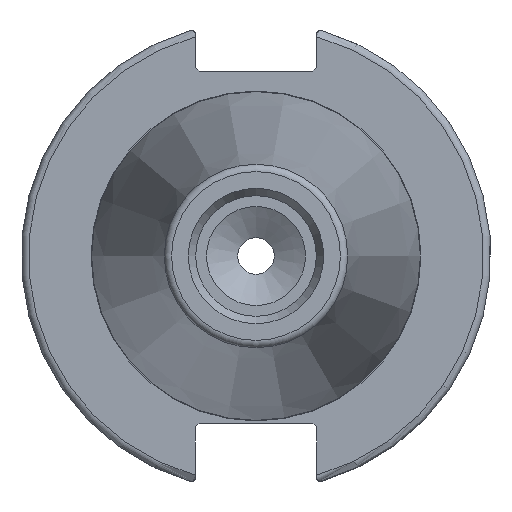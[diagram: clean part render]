
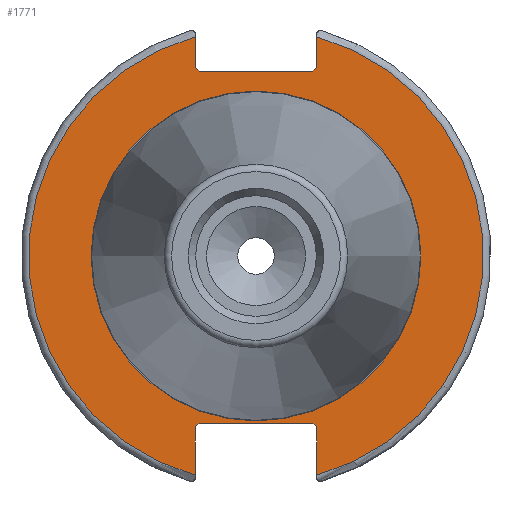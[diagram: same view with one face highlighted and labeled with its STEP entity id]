
A CAD part, left-side view. The second image highlights one B-rep face of the part: STEP entity #1771.
In plain terms, the highlighted planar face has unit normal (-1, 0, 0).
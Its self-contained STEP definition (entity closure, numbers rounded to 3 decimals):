
#360=FACE_BOUND('',#551,.T.);
#378=PLANE('',#2013);
#449=FACE_OUTER_BOUND('',#550,.T.);
#550=EDGE_LOOP('',(#1347,#1348,#1349,#1350,#1351,#1352,#1353,#1354,#1355,
#1356,#1357,#1358));
#551=EDGE_LOOP('',(#1359));
#650=LINE('',#2862,#743);
#651=LINE('',#2864,#744);
#652=LINE('',#2866,#745);
#653=LINE('',#2868,#746);
#654=LINE('',#2870,#747);
#655=LINE('',#2874,#748);
#656=LINE('',#2876,#749);
#657=LINE('',#2878,#750);
#658=LINE('',#2880,#751);
#659=LINE('',#2881,#752);
#743=VECTOR('',#2308,10.);
#744=VECTOR('',#2309,10.);
#745=VECTOR('',#2310,10.);
#746=VECTOR('',#2311,10.);
#747=VECTOR('',#2312,10.);
#748=VECTOR('',#2315,10.);
#749=VECTOR('',#2316,10.);
#750=VECTOR('',#2317,10.);
#751=VECTOR('',#2318,10.);
#752=VECTOR('',#2319,10.);
#846=CIRCLE('',#2011,22.3);
#848=CIRCLE('',#2014,30.75);
#849=CIRCLE('',#2015,30.75);
#945=VERTEX_POINT('',#2853);
#946=VERTEX_POINT('',#2858);
#947=VERTEX_POINT('',#2859);
#948=VERTEX_POINT('',#2861);
#949=VERTEX_POINT('',#2863);
#950=VERTEX_POINT('',#2865);
#951=VERTEX_POINT('',#2867);
#952=VERTEX_POINT('',#2869);
#953=VERTEX_POINT('',#2871);
#954=VERTEX_POINT('',#2873);
#955=VERTEX_POINT('',#2875);
#956=VERTEX_POINT('',#2877);
#957=VERTEX_POINT('',#2879);
#1098=EDGE_CURVE('',#945,#945,#846,.T.);
#1100=EDGE_CURVE('',#946,#947,#848,.T.);
#1101=EDGE_CURVE('',#946,#948,#650,.T.);
#1102=EDGE_CURVE('',#949,#948,#651,.T.);
#1103=EDGE_CURVE('',#949,#950,#652,.T.);
#1104=EDGE_CURVE('',#951,#950,#653,.T.);
#1105=EDGE_CURVE('',#951,#952,#654,.T.);
#1106=EDGE_CURVE('',#953,#952,#849,.T.);
#1107=EDGE_CURVE('',#953,#954,#655,.T.);
#1108=EDGE_CURVE('',#955,#954,#656,.T.);
#1109=EDGE_CURVE('',#955,#956,#657,.T.);
#1110=EDGE_CURVE('',#957,#956,#658,.T.);
#1111=EDGE_CURVE('',#957,#947,#659,.T.);
#1347=ORIENTED_EDGE('',*,*,#1100,.F.);
#1348=ORIENTED_EDGE('',*,*,#1101,.T.);
#1349=ORIENTED_EDGE('',*,*,#1102,.F.);
#1350=ORIENTED_EDGE('',*,*,#1103,.T.);
#1351=ORIENTED_EDGE('',*,*,#1104,.F.);
#1352=ORIENTED_EDGE('',*,*,#1105,.T.);
#1353=ORIENTED_EDGE('',*,*,#1106,.F.);
#1354=ORIENTED_EDGE('',*,*,#1107,.T.);
#1355=ORIENTED_EDGE('',*,*,#1108,.F.);
#1356=ORIENTED_EDGE('',*,*,#1109,.T.);
#1357=ORIENTED_EDGE('',*,*,#1110,.F.);
#1358=ORIENTED_EDGE('',*,*,#1111,.T.);
#1359=ORIENTED_EDGE('',*,*,#1098,.F.);
#1771=ADVANCED_FACE('',(#449,#360),#378,.T.);
#2011=AXIS2_PLACEMENT_3D('',#2855,#2300,#2301);
#2013=AXIS2_PLACEMENT_3D('',#2857,#2304,#2305);
#2014=AXIS2_PLACEMENT_3D('',#2860,#2306,#2307);
#2015=AXIS2_PLACEMENT_3D('',#2872,#2313,#2314);
#2300=DIRECTION('center_axis',(-1.,0.,0.));
#2301=DIRECTION('ref_axis',(0.,-1.,0.));
#2304=DIRECTION('center_axis',(-1.,0.,0.));
#2305=DIRECTION('ref_axis',(0.,0.,1.));
#2306=DIRECTION('center_axis',(1.,0.,0.));
#2307=DIRECTION('ref_axis',(0.,-1.,0.));
#2308=DIRECTION('',(0.,0.,-1.));
#2309=DIRECTION('',(0.,-0.707,0.707));
#2310=DIRECTION('',(0.,1.,0.));
#2311=DIRECTION('',(0.,-0.707,-0.707));
#2312=DIRECTION('',(0.,0.,1.));
#2313=DIRECTION('center_axis',(1.,0.,0.));
#2314=DIRECTION('ref_axis',(0.,1.,0.));
#2315=DIRECTION('',(0.,0.,1.));
#2316=DIRECTION('',(0.,0.707,-0.707));
#2317=DIRECTION('',(0.,-1.,0.));
#2318=DIRECTION('',(0.,0.707,0.707));
#2319=DIRECTION('',(0.,0.,-1.));
#2853=CARTESIAN_POINT('',(3.175,0.,22.3));
#2855=CARTESIAN_POINT('Origin',(3.175,0.,0.));
#2857=CARTESIAN_POINT('Origin',(3.175,31.75,0.));
#2858=CARTESIAN_POINT('',(3.175,-8.19,29.639));
#2859=CARTESIAN_POINT('',(3.175,-8.19,-29.639));
#2860=CARTESIAN_POINT('Origin',(3.175,0.,0.));
#2861=CARTESIAN_POINT('',(3.175,-8.19,25.5));
#2862=CARTESIAN_POINT('',(3.175,-8.19,12.5));
#2863=CARTESIAN_POINT('',(3.175,-7.69,25.));
#2864=CARTESIAN_POINT('',(3.175,8.295,9.015));
#2865=CARTESIAN_POINT('',(3.175,7.69,25.));
#2866=CARTESIAN_POINT('',(3.175,15.875,25.));
#2867=CARTESIAN_POINT('',(3.175,8.19,25.5));
#2868=CARTESIAN_POINT('',(3.175,7.58,24.89));
#2869=CARTESIAN_POINT('',(3.175,8.19,29.639));
#2870=CARTESIAN_POINT('',(3.175,8.19,12.5));
#2871=CARTESIAN_POINT('',(3.175,8.19,-29.639));
#2872=CARTESIAN_POINT('Origin',(3.175,0.,0.));
#2873=CARTESIAN_POINT('',(3.175,8.19,-23.1));
#2874=CARTESIAN_POINT('',(3.175,8.19,-11.3));
#2875=CARTESIAN_POINT('',(3.175,7.69,-22.6));
#2876=CARTESIAN_POINT('',(3.175,8.18,-23.09));
#2877=CARTESIAN_POINT('',(3.175,-7.69,-22.6));
#2878=CARTESIAN_POINT('',(3.175,15.875,-22.6));
#2879=CARTESIAN_POINT('',(3.175,-8.19,-23.1));
#2880=CARTESIAN_POINT('',(3.175,7.695,-7.215));
#2881=CARTESIAN_POINT('',(3.175,-8.19,-11.3));
